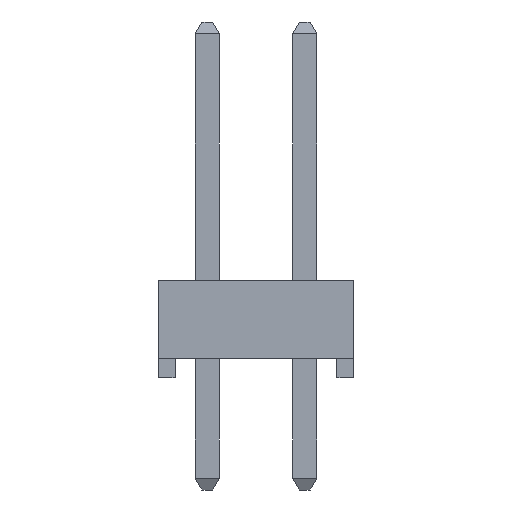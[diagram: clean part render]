
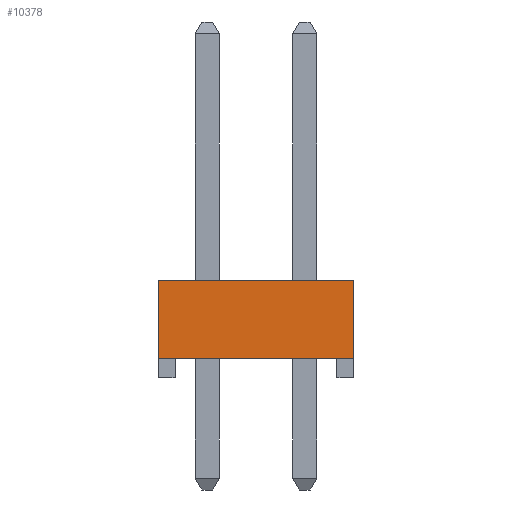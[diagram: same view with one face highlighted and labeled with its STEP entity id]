
A CAD part, left-side view. The second image highlights one B-rep face of the part: STEP entity #10378.
In plain terms, the highlighted planar face has unit normal (-1, 0, 0).
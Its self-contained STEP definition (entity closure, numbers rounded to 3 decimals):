
#4296 = PLANE('',#4297);
#4297 = AXIS2_PLACEMENT_3D('',#4298,#4299,#4300);
#4298 = CARTESIAN_POINT('',(-1.019,-3.81,0.509));
#4299 = DIRECTION('',(0.,0.,-1.));
#4300 = DIRECTION('',(0.,1.,0.));
#6457 = PLANE('',#6458);
#6458 = AXIS2_PLACEMENT_3D('',#6459,#6460,#6461);
#6459 = CARTESIAN_POINT('',(2.54,1.27,2.541));
#6460 = DIRECTION('',(0.,0.,1.));
#6461 = DIRECTION('',(0.,-1.,0.));
#7130 = PLANE('',#7131);
#7131 = AXIS2_PLACEMENT_3D('',#7132,#7133,#7134);
#7132 = CARTESIAN_POINT('',(-1.27,-1.27,2.541));
#7133 = DIRECTION('',(0.,1.,0.));
#7134 = DIRECTION('',(-1.,0.,0.));
#7380 = PLANE('',#7381);
#7381 = AXIS2_PLACEMENT_3D('',#7382,#7383,#7384);
#7382 = CARTESIAN_POINT('',(6.35,3.81,2.541));
#7383 = DIRECTION('',(0.,-1.,0.));
#7384 = DIRECTION('',(1.,0.,0.));
#7607 = VERTEX_POINT('',#7608);
#7608 = CARTESIAN_POINT('',(-1.27,-1.27,0.509));
#7629 = EDGE_CURVE('',#7607,#7630,#7632,.T.);
#7630 = VERTEX_POINT('',#7631);
#7631 = CARTESIAN_POINT('',(-1.27,3.81,0.509));
#7632 = SURFACE_CURVE('',#7633,(#7637,#7644),.PCURVE_S1.);
#7633 = LINE('',#7634,#7635);
#7634 = CARTESIAN_POINT('',(-1.27,3.81,0.509));
#7635 = VECTOR('',#7636,1.);
#7636 = DIRECTION('',(0.,1.,0.));
#7637 = PCURVE('',#4296,#7638);
#7638 = DEFINITIONAL_REPRESENTATION('',(#7639),#7643);
#7639 = LINE('',#7640,#7641);
#7640 = CARTESIAN_POINT('',(7.62,-0.251));
#7641 = VECTOR('',#7642,1.);
#7642 = DIRECTION('',(1.,0.));
#7643 = ( GEOMETRIC_REPRESENTATION_CONTEXT(2) 
PARAMETRIC_REPRESENTATION_CONTEXT() REPRESENTATION_CONTEXT('2D SPACE',''
  ) );
#7644 = PCURVE('',#7645,#7650);
#7645 = PLANE('',#7646);
#7646 = AXIS2_PLACEMENT_3D('',#7647,#7648,#7649);
#7647 = CARTESIAN_POINT('',(-1.27,3.81,2.541));
#7648 = DIRECTION('',(1.,0.,0.));
#7649 = DIRECTION('',(0.,1.,0.));
#7650 = DEFINITIONAL_REPRESENTATION('',(#7651),#7655);
#7651 = LINE('',#7652,#7653);
#7652 = CARTESIAN_POINT('',(0.,-2.032));
#7653 = VECTOR('',#7654,1.);
#7654 = DIRECTION('',(1.,0.));
#7655 = ( GEOMETRIC_REPRESENTATION_CONTEXT(2) 
PARAMETRIC_REPRESENTATION_CONTEXT() REPRESENTATION_CONTEXT('2D SPACE',''
  ) );
#9571 = VERTEX_POINT('',#9572);
#9572 = CARTESIAN_POINT('',(-1.27,-1.27,2.541));
#9596 = VERTEX_POINT('',#9597);
#9597 = CARTESIAN_POINT('',(-1.27,3.81,2.541));
#9618 = EDGE_CURVE('',#9596,#9571,#9619,.T.);
#9619 = SURFACE_CURVE('',#9620,(#9624,#9631),.PCURVE_S1.);
#9620 = LINE('',#9621,#9622);
#9621 = CARTESIAN_POINT('',(-1.27,3.81,2.541));
#9622 = VECTOR('',#9623,1.);
#9623 = DIRECTION('',(0.,-1.,0.));
#9624 = PCURVE('',#6457,#9625);
#9625 = DEFINITIONAL_REPRESENTATION('',(#9626),#9630);
#9626 = LINE('',#9627,#9628);
#9627 = CARTESIAN_POINT('',(-2.54,-3.81));
#9628 = VECTOR('',#9629,1.);
#9629 = DIRECTION('',(1.,0.));
#9630 = ( GEOMETRIC_REPRESENTATION_CONTEXT(2) 
PARAMETRIC_REPRESENTATION_CONTEXT() REPRESENTATION_CONTEXT('2D SPACE',''
  ) );
#9631 = PCURVE('',#7645,#9632);
#9632 = DEFINITIONAL_REPRESENTATION('',(#9633),#9637);
#9633 = LINE('',#9634,#9635);
#9634 = CARTESIAN_POINT('',(0.,0.));
#9635 = VECTOR('',#9636,1.);
#9636 = DIRECTION('',(-1.,0.));
#9637 = ( GEOMETRIC_REPRESENTATION_CONTEXT(2) 
PARAMETRIC_REPRESENTATION_CONTEXT() REPRESENTATION_CONTEXT('2D SPACE',''
  ) );
#9893 = EDGE_CURVE('',#9571,#7607,#9894,.T.);
#9894 = SURFACE_CURVE('',#9895,(#9899,#9906),.PCURVE_S1.);
#9895 = LINE('',#9896,#9897);
#9896 = CARTESIAN_POINT('',(-1.27,-1.27,2.541));
#9897 = VECTOR('',#9898,1.);
#9898 = DIRECTION('',(-0.,0.,-1.));
#9899 = PCURVE('',#7130,#9900);
#9900 = DEFINITIONAL_REPRESENTATION('',(#9901),#9905);
#9901 = LINE('',#9902,#9903);
#9902 = CARTESIAN_POINT('',(0.,0.));
#9903 = VECTOR('',#9904,1.);
#9904 = DIRECTION('',(0.,-1.));
#9905 = ( GEOMETRIC_REPRESENTATION_CONTEXT(2) 
PARAMETRIC_REPRESENTATION_CONTEXT() REPRESENTATION_CONTEXT('2D SPACE',''
  ) );
#9906 = PCURVE('',#7645,#9907);
#9907 = DEFINITIONAL_REPRESENTATION('',(#9908),#9912);
#9908 = LINE('',#9909,#9910);
#9909 = CARTESIAN_POINT('',(-5.08,0.));
#9910 = VECTOR('',#9911,1.);
#9911 = DIRECTION('',(0.,-1.));
#9912 = ( GEOMETRIC_REPRESENTATION_CONTEXT(2) 
PARAMETRIC_REPRESENTATION_CONTEXT() REPRESENTATION_CONTEXT('2D SPACE',''
  ) );
#10330 = EDGE_CURVE('',#9596,#7630,#10331,.T.);
#10331 = SURFACE_CURVE('',#10332,(#10336,#10343),.PCURVE_S1.);
#10332 = LINE('',#10333,#10334);
#10333 = CARTESIAN_POINT('',(-1.27,3.81,2.541));
#10334 = VECTOR('',#10335,1.);
#10335 = DIRECTION('',(-0.,0.,-1.));
#10336 = PCURVE('',#7380,#10337);
#10337 = DEFINITIONAL_REPRESENTATION('',(#10338),#10342);
#10338 = LINE('',#10339,#10340);
#10339 = CARTESIAN_POINT('',(-7.62,0.));
#10340 = VECTOR('',#10341,1.);
#10341 = DIRECTION('',(-0.,-1.));
#10342 = ( GEOMETRIC_REPRESENTATION_CONTEXT(2) 
PARAMETRIC_REPRESENTATION_CONTEXT() REPRESENTATION_CONTEXT('2D SPACE',''
  ) );
#10343 = PCURVE('',#7645,#10344);
#10344 = DEFINITIONAL_REPRESENTATION('',(#10345),#10349);
#10345 = LINE('',#10346,#10347);
#10346 = CARTESIAN_POINT('',(0.,0.));
#10347 = VECTOR('',#10348,1.);
#10348 = DIRECTION('',(0.,-1.));
#10349 = ( GEOMETRIC_REPRESENTATION_CONTEXT(2) 
PARAMETRIC_REPRESENTATION_CONTEXT() REPRESENTATION_CONTEXT('2D SPACE',''
  ) );
#10378 = ADVANCED_FACE('',(#10379),#7645,.F.);
#10379 = FACE_BOUND('',#10380,.T.);
#10380 = EDGE_LOOP('',(#10381,#10382,#10383,#10384));
#10381 = ORIENTED_EDGE('',*,*,#7629,.F.);
#10382 = ORIENTED_EDGE('',*,*,#9893,.F.);
#10383 = ORIENTED_EDGE('',*,*,#9618,.F.);
#10384 = ORIENTED_EDGE('',*,*,#10330,.T.);
